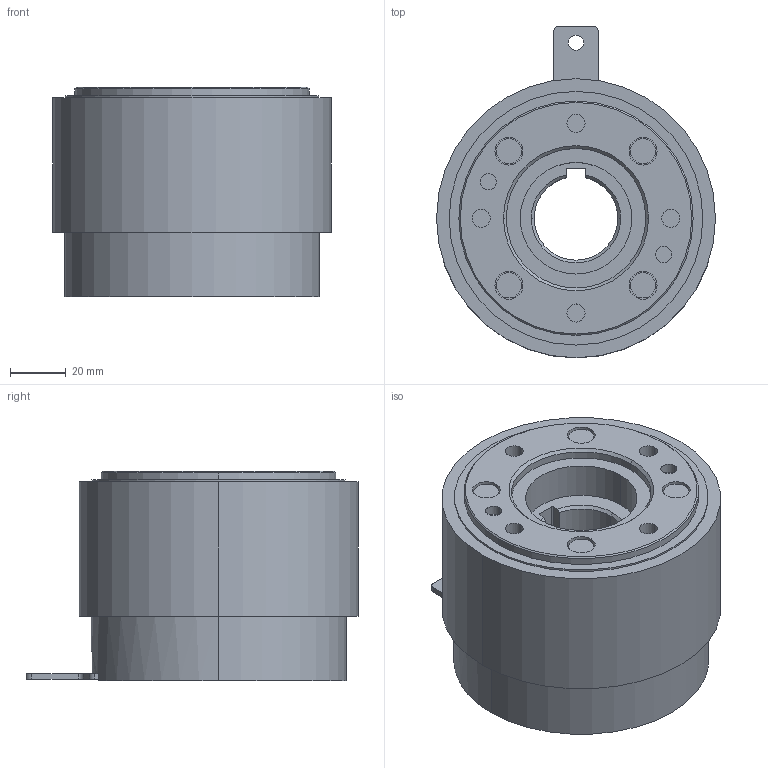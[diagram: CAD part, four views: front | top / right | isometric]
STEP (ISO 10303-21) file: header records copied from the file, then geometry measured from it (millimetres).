
FILE_DESCRIPTION (( 'STEP AP203' ), '1' );
FILE_NAME ('MZ 10W_23293400(１体）.STEP', '2016-03-16T00:44:01', ( ' ' ), ( '' ), 'SwSTEP 2.0', 'SolidWorks 2009', '' );
FILE_SCHEMA (( 'CONFIG_CONTROL_DESIGN' ));
Length unit declared in the file: millimetre
Products named in the file (1): MZ 10W_23293400(１体）
Bounding box: 100 x 119 x 75 mm (x, y, z)
Volume: 447671.7 mm3; surface area: 65601.4 mm2
Topology: 1 solids, 1 shells, 171 faces, 424 edges, 280 vertices
Faces by surface type: cylinder 110, plane 51, cone 10
Entity records: 5305 total; most frequent: DIRECTION 1006, CARTESIAN_POINT 894, ORIENTED_EDGE 848, EDGE_CURVE 424, AXIS2_PLACEMENT_3D 416, VERTEX_POINT 280, CIRCLE 244, EDGE_LOOP 208
